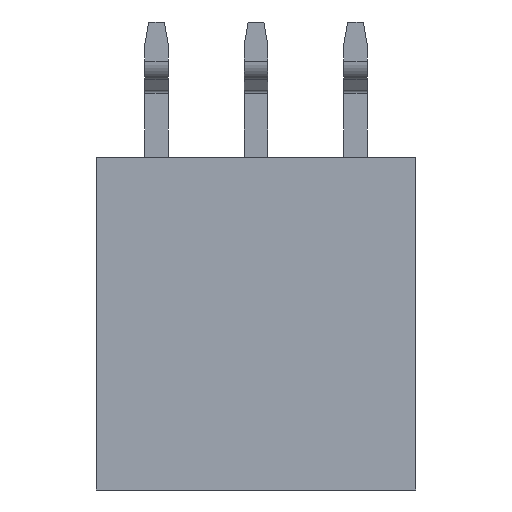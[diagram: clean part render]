
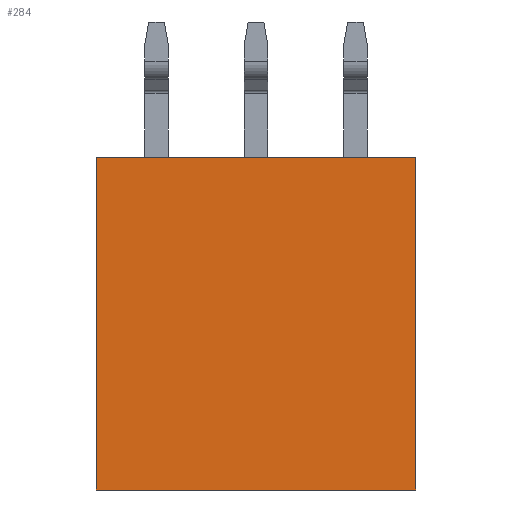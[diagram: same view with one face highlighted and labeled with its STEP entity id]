
A CAD part, front view. The second image highlights one B-rep face of the part: STEP entity #284.
In plain terms, the highlighted planar face has unit normal (0, -1, 0).
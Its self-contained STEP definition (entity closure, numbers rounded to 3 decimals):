
#1 = VERTEX_POINT ( 'NONE', #1026 ) ;
#58 = VECTOR ( 'NONE', #652, 1000. ) ;
#62 = CARTESIAN_POINT ( 'NONE',  ( 4.085, 0., 2.275 ) ) ;
#77 = EDGE_CURVE ( 'NONE', #1221, #530, #1159, .T. ) ;
#105 = DIRECTION ( 'NONE',  ( 1., 0., 0. ) ) ;
#160 = CARTESIAN_POINT ( 'NONE',  ( -4.085, 0., -6.225 ) ) ;
#168 = DIRECTION ( 'NONE',  ( 0., 1., 0. ) ) ;
#256 = CARTESIAN_POINT ( 'NONE',  ( 4.085, 0., 2.275 ) ) ;
#263 = CARTESIAN_POINT ( 'NONE',  ( 0., 0., 0. ) ) ;
#284 = ADVANCED_FACE ( 'NONE', ( #286 ), #804, .F. ) ;
#286 = FACE_OUTER_BOUND ( 'NONE', #1024, .T. ) ;
#327 = CARTESIAN_POINT ( 'NONE',  ( -4.085, 0., 2.275 ) ) ;
#480 = DIRECTION ( 'NONE',  ( 0., 0., 1. ) ) ;
#530 = VERTEX_POINT ( 'NONE', #256 ) ;
#562 = ORIENTED_EDGE ( 'NONE', *, *, #616, .F. ) ;
#569 = VECTOR ( 'NONE', #705, 1000. ) ;
#601 = ORIENTED_EDGE ( 'NONE', *, *, #77, .F. ) ;
#616 = EDGE_CURVE ( 'NONE', #530, #1, #787, .T. ) ;
#649 = ORIENTED_EDGE ( 'NONE', *, *, #829, .F. ) ;
#652 = DIRECTION ( 'NONE',  ( 0., 0., 1. ) ) ;
#687 = AXIS2_PLACEMENT_3D ( 'NONE', #263, #168, #480 ) ;
#705 = DIRECTION ( 'NONE',  ( -1., 0., 0. ) ) ;
#787 = LINE ( 'NONE', #62, #967 ) ;
#804 = PLANE ( 'NONE',  #687 ) ;
#818 = LINE ( 'NONE', #1013, #569 ) ;
#829 = EDGE_CURVE ( 'NONE', #1022, #1221, #941, .T. ) ;
#859 = CARTESIAN_POINT ( 'NONE',  ( -4.085, 0., -6.225 ) ) ;
#941 = LINE ( 'NONE', #859, #58 ) ;
#967 = VECTOR ( 'NONE', #1209, 1000. ) ;
#1013 = CARTESIAN_POINT ( 'NONE',  ( 4.085, 0., -6.225 ) ) ;
#1022 = VERTEX_POINT ( 'NONE', #160 ) ;
#1024 = EDGE_LOOP ( 'NONE', ( #562, #601, #649, #1148 ) ) ;
#1026 = CARTESIAN_POINT ( 'NONE',  ( 4.085, 0., -6.225 ) ) ;
#1111 = EDGE_CURVE ( 'NONE', #1, #1022, #818, .T. ) ;
#1148 = ORIENTED_EDGE ( 'NONE', *, *, #1111, .F. ) ;
#1159 = LINE ( 'NONE', #327, #1312 ) ;
#1173 = CARTESIAN_POINT ( 'NONE',  ( -4.085, 0., 2.275 ) ) ;
#1209 = DIRECTION ( 'NONE',  ( 0., 0., -1. ) ) ;
#1221 = VERTEX_POINT ( 'NONE', #1173 ) ;
#1312 = VECTOR ( 'NONE', #105, 1000. ) ;
